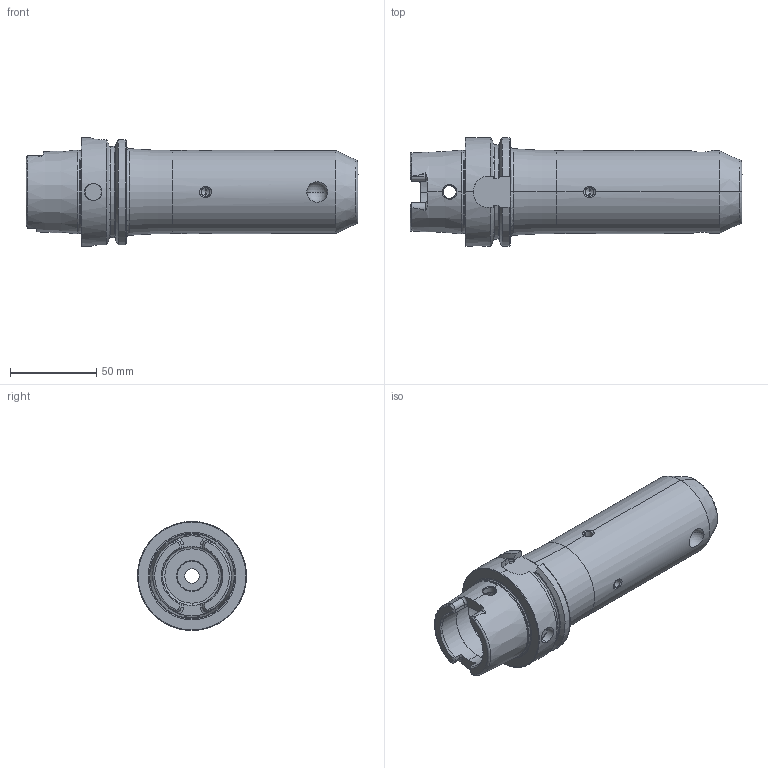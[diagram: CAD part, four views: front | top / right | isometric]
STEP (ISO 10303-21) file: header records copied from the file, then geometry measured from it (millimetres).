
FILE_DESCRIPTION (( 'STEP AP203' ), '1' );
FILE_NAME ('HA6.W16.K21.160.STEP', '2012-12-03T15:07:38', ( 'baer' ), ( 'Hewlett-Packard Company' ), 'SwSTEP 2.0', 'SolidWorks 2012', '' );
FILE_SCHEMA (( 'CONFIG_CONTROL_DESIGN' ));
Length unit declared in the file: millimetre
Products named in the file (4): HA6.W16.K21.160; ERU-CJ2.001.006; W16-ER1.001.016; HA6-W16.K21.160_C_Fertigbearbeitung
Assembly tree (4 placements, depth 2):
  HA6.W16.K21.160
    HA6-W16.K21.160_C_Fertigbearbeitung
    W16-ER1.001.016
    ERU-CJ2.001.006  x2
Bounding box: 191.98 x 63 x 63 mm (x, y, z)
Volume: 303485.6 mm3; surface area: 49590.5 mm2
Topology: 4 solids, 4 shells, 290 faces, 737 edges, 453 vertices
Faces by surface type: cylinder 82, plane 78, cone 72, torus 42, bspline 14, sphere 2
Entity records: 11117 total; most frequent: CARTESIAN_POINT 4348, ORIENTED_EDGE 1378, DIRECTION 1254, EDGE_CURVE 689, AXIS2_PLACEMENT_3D 506, VERTEX_POINT 433, EDGE_LOOP 300, FACE_OUTER_BOUND 275
